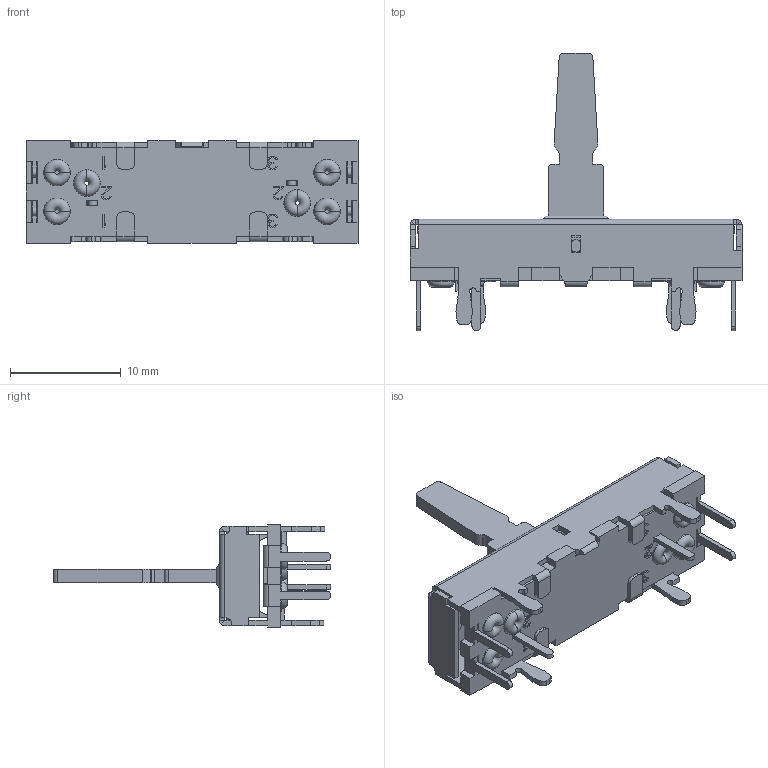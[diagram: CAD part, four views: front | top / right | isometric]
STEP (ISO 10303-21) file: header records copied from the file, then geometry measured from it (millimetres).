
FILE_DESCRIPTION((''),'2;1');
FILE_NAME('PTA1544-2010DPA103','2016-07-08T',('RICKB'),('Bourns, Inc.'),'CREO PARAMETRIC BY PTC INC, 2016050','CREO PARAMETRIC BY PTC INC, 2016050','');
FILE_SCHEMA(('CONFIG_CONTROL_DESIGN'));
Length unit declared in the file: millimetre
Products named in the file (1): PTA1544-2010DPA103
Bounding box: 30 x 25.05 x 9.3 mm (x, y, z)
Volume: 858.9 mm3; surface area: 2509.9 mm2
Topology: 1 solids, 7 shells, 740 faces, 2067 edges, 1348 vertices
Faces by surface type: plane 551, cylinder 155, torus 24, bspline 10
Entity records: 23919 total; most frequent: CARTESIAN_POINT 4559, ORIENTED_EDGE 4134, DIRECTION 3847, EDGE_CURVE 2067, VECTOR 1675, LINE 1675, VERTEX_POINT 1348, AXIS2_PLACEMENT_3D 1086
